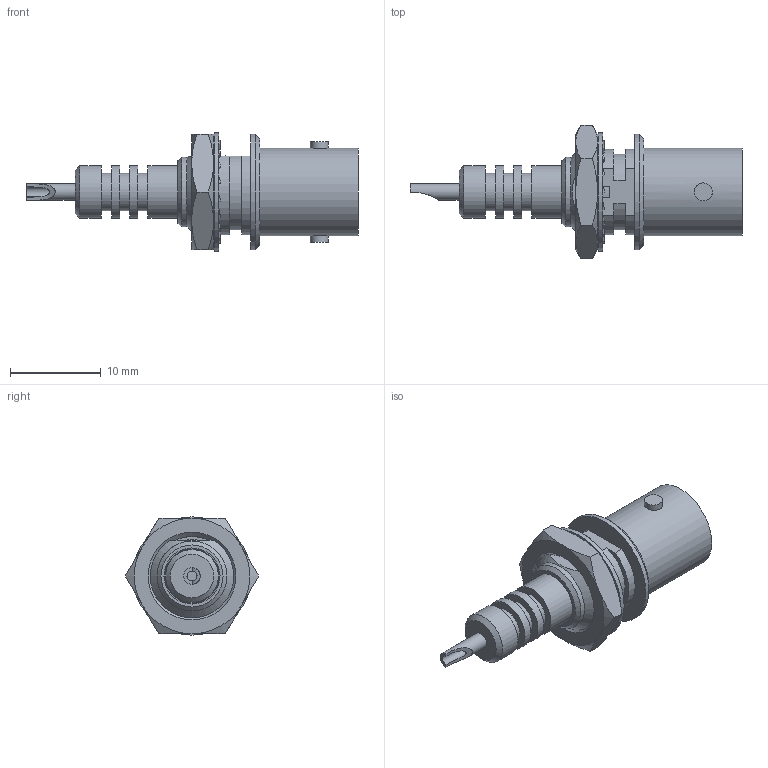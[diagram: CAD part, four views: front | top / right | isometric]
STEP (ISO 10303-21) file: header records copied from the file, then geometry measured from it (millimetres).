
FILE_DESCRIPTION (( 'STEP AP203' ), '1' );
FILE_NAME ('R316.553.000P.STEP', '2012-04-02T05:59:51', ( 'Radiall' ), ( 'Radiall' ), 'SwSTEP 2.0', 'SolidWorks 2011', '' );
FILE_SCHEMA (( 'CONFIG_CONTROL_DESIGN' ));
Length unit declared in the file: millimetre
Products named in the file (1): R316.553.000P
Bounding box: 36.5 x 14.66 x 13 mm (x, y, z)
Volume: 1542.4 mm3; surface area: 2224.4 mm2
Topology: 1 solids, 3 shells, 264 faces, 738 edges, 487 vertices
Faces by surface type: plane 125, cylinder 111, cone 28
Full cylindrical faces by diameter (mm): 1.1 x1, 1.8 x1, 1.98 x2, 2.4 x1, 4.1 x3, 4.7 x1, 5.797 x1, 5.8 x4, 6.6 x1, 6.7 x1, 7 x2, 7.1 x2, 7.3 x1, 7.681 x1, 9.67 x1, 12.7 x1, 13 x1
Entity records: 8604 total; most frequent: CARTESIAN_POINT 2273, ORIENTED_EDGE 1374, DIRECTION 1207, EDGE_CURVE 687, AXIS2_PLACEMENT_3D 476, VERTEX_POINT 474, EDGE_LOOP 351, FACE_OUTER_BOUND 289
